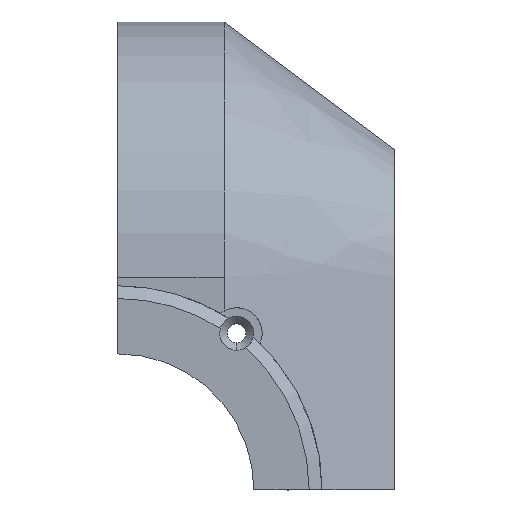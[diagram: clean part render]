
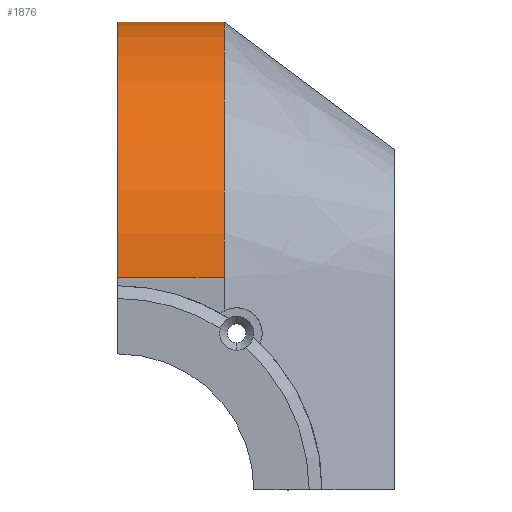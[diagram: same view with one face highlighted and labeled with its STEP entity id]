
A CAD part, left-side view. The second image highlights one B-rep face of the part: STEP entity #1876.
In plain terms, the highlighted cylindrical face has radius 30 mm (diameter 60 mm), a partial arc.
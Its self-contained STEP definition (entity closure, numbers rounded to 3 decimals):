
#45 = LINE ( 'NONE', #2608, #1646 ) ;
#66 = CIRCLE ( 'NONE', #1468, 30. ) ;
#259 = CARTESIAN_POINT ( 'NONE',  ( -75., 20., 25. ) ) ;
#276 = AXIS2_PLACEMENT_3D ( 'NONE', #349, #2591, #333 ) ;
#303 = FACE_OUTER_BOUND ( 'NONE', #2435, .T. ) ;
#333 = DIRECTION ( 'NONE',  ( 0., 0., 1. ) ) ;
#349 = CARTESIAN_POINT ( 'NONE',  ( -45., 20., 25. ) ) ;
#489 = DIRECTION ( 'NONE',  ( 0., 1., 0. ) ) ;
#525 = CYLINDRICAL_SURFACE ( 'NONE', #2516, 30. ) ;
#743 = LINE ( 'NONE', #1118, #1898 ) ;
#899 = EDGE_CURVE ( 'NONE', #1668, #1326, #45, .T. ) ;
#911 = VERTEX_POINT ( 'NONE', #930 ) ;
#930 = CARTESIAN_POINT ( 'NONE',  ( -45., 32.5, 55. ) ) ;
#1118 = CARTESIAN_POINT ( 'NONE',  ( -45., 45., 55. ) ) ;
#1299 = CARTESIAN_POINT ( 'NONE',  ( -75., 32.5, 25. ) ) ;
#1326 = VERTEX_POINT ( 'NONE', #259 ) ;
#1409 = ORIENTED_EDGE ( 'NONE', *, *, #899, .T. ) ;
#1468 = AXIS2_PLACEMENT_3D ( 'NONE', #2405, #489, #2232 ) ;
#1577 = CARTESIAN_POINT ( 'NONE',  ( -45., 20., 55. ) ) ;
#1584 = CARTESIAN_POINT ( 'NONE',  ( -45., 45., 25. ) ) ;
#1646 = VECTOR ( 'NONE', #2545, 1000. ) ;
#1668 = VERTEX_POINT ( 'NONE', #1299 ) ;
#1800 = ORIENTED_EDGE ( 'NONE', *, *, #2114, .T. ) ;
#1873 = ORIENTED_EDGE ( 'NONE', *, *, #2400, .F. ) ;
#1876 = ADVANCED_FACE ( 'NONE', ( #303 ), #525, .T. ) ;
#1898 = VECTOR ( 'NONE', #1960, 1000. ) ;
#1960 = DIRECTION ( 'NONE',  ( 0., -1., 0. ) ) ;
#1978 = VERTEX_POINT ( 'NONE', #1577 ) ;
#1981 = DIRECTION ( 'NONE',  ( 0., -1., 0. ) ) ;
#2106 = EDGE_CURVE ( 'NONE', #1668, #911, #66, .T. ) ;
#2114 = EDGE_CURVE ( 'NONE', #1326, #1978, #2336, .T. ) ;
#2232 = DIRECTION ( 'NONE',  ( 0., 0., 1. ) ) ;
#2248 = ORIENTED_EDGE ( 'NONE', *, *, #2106, .F. ) ;
#2336 = CIRCLE ( 'NONE', #276, 30. ) ;
#2400 = EDGE_CURVE ( 'NONE', #911, #1978, #743, .T. ) ;
#2405 = CARTESIAN_POINT ( 'NONE',  ( -45., 32.5, 25. ) ) ;
#2420 = DIRECTION ( 'NONE',  ( 0., 0., -1. ) ) ;
#2435 = EDGE_LOOP ( 'NONE', ( #2248, #1409, #1800, #1873 ) ) ;
#2516 = AXIS2_PLACEMENT_3D ( 'NONE', #1584, #1981, #2420 ) ;
#2545 = DIRECTION ( 'NONE',  ( 0., -1., 0. ) ) ;
#2591 = DIRECTION ( 'NONE',  ( 0., 1., 0. ) ) ;
#2608 = CARTESIAN_POINT ( 'NONE',  ( -75., 45., 25. ) ) ;
